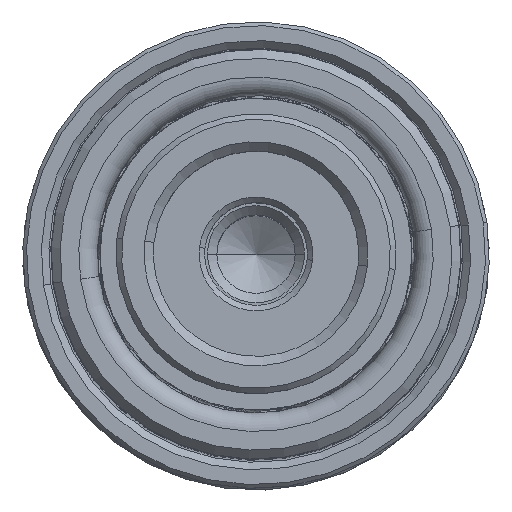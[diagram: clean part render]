
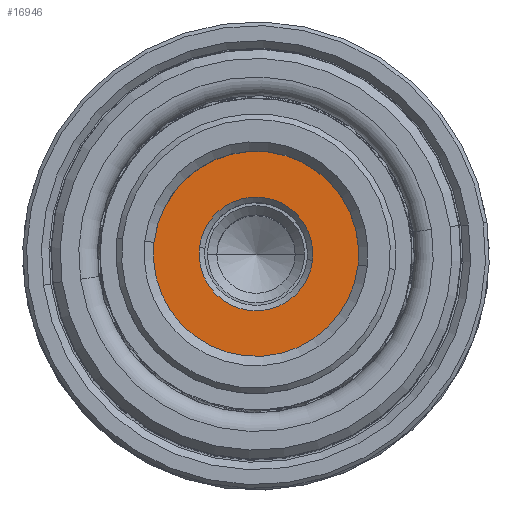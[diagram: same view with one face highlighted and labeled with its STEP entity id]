
A CAD part, top view. The second image highlights one B-rep face of the part: STEP entity #16946.
In plain terms, the highlighted face is planar.
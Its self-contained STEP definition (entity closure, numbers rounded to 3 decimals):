
#232 = DIRECTION ( 'NONE',  ( 0., 0., 1. ) ) ;
#272 = CARTESIAN_POINT ( 'NONE',  ( -5.5, 0., 6.5 ) ) ;
#1055 = CARTESIAN_POINT ( 'NONE',  ( 5.5, 0., 6.5 ) ) ;
#1420 = CARTESIAN_POINT ( 'NONE',  ( -3.05, 0., 6.5 ) ) ;
#1899 = FACE_BOUND ( 'NONE', #8840, .T. ) ;
#2030 = VERTEX_POINT ( 'NONE', #1055 ) ;
#3015 = CIRCLE ( 'NONE', #6595, 5.5 ) ;
#3575 = AXIS2_PLACEMENT_3D ( 'NONE', #14578, #232, #16976 ) ;
#4429 = PLANE ( 'NONE',  #28270 ) ;
#4447 = EDGE_CURVE ( 'NONE', #2030, #19948, #3015, .T. ) ;
#4722 = DIRECTION ( 'NONE',  ( 0., 0., 1. ) ) ;
#4981 = ORIENTED_EDGE ( 'NONE', *, *, #6657, .T. ) ;
#5504 = CARTESIAN_POINT ( 'NONE',  ( 0., 0., 6.5 ) ) ;
#5509 = DIRECTION ( 'NONE',  ( -1., 0., 0. ) ) ;
#5617 = DIRECTION ( 'NONE',  ( 0., 0., -1. ) ) ;
#5727 = CARTESIAN_POINT ( 'NONE',  ( 0., 0., 6.5 ) ) ;
#6595 = AXIS2_PLACEMENT_3D ( 'NONE', #5504, #7728, #10352 ) ;
#6657 = EDGE_CURVE ( 'NONE', #19948, #2030, #7914, .T. ) ;
#7591 = ORIENTED_EDGE ( 'NONE', *, *, #11508, .T. ) ;
#7728 = DIRECTION ( 'NONE',  ( 0., 0., -1. ) ) ;
#7914 = CIRCLE ( 'NONE', #17048, 5.5 ) ;
#8840 = EDGE_LOOP ( 'NONE', ( #7591, #25828 ) ) ;
#9324 = CARTESIAN_POINT ( 'NONE',  ( 0., 0., 6.5 ) ) ;
#10352 = DIRECTION ( 'NONE',  ( -1., 0., 0. ) ) ;
#11508 = EDGE_CURVE ( 'NONE', #12529, #24900, #14523, .T. ) ;
#11724 = DIRECTION ( 'NONE',  ( 1., 0., 0. ) ) ;
#12529 = VERTEX_POINT ( 'NONE', #1420 ) ;
#14523 = CIRCLE ( 'NONE', #15941, 3.05 ) ;
#14578 = CARTESIAN_POINT ( 'NONE',  ( 0., 0., 6.5 ) ) ;
#15941 = AXIS2_PLACEMENT_3D ( 'NONE', #9324, #26126, #11724 ) ;
#16946 = ADVANCED_FACE ( 'NONE', ( #1899, #19511 ), #4429, .F. ) ;
#16976 = DIRECTION ( 'NONE',  ( 1., 0., 0. ) ) ;
#17048 = AXIS2_PLACEMENT_3D ( 'NONE', #5727, #5617, #5509 ) ;
#17063 = EDGE_CURVE ( 'NONE', #24900, #12529, #30848, .T. ) ;
#19318 = EDGE_LOOP ( 'NONE', ( #4981, #21192 ) ) ;
#19511 = FACE_OUTER_BOUND ( 'NONE', #19318, .T. ) ;
#19948 = VERTEX_POINT ( 'NONE', #272 ) ;
#21192 = ORIENTED_EDGE ( 'NONE', *, *, #4447, .T. ) ;
#21515 = DIRECTION ( 'NONE',  ( 1., 0., 0. ) ) ;
#23514 = CARTESIAN_POINT ( 'NONE',  ( 2.75, 0., 6.5 ) ) ;
#24900 = VERTEX_POINT ( 'NONE', #27020 ) ;
#25828 = ORIENTED_EDGE ( 'NONE', *, *, #17063, .T. ) ;
#26126 = DIRECTION ( 'NONE',  ( 0., 0., 1. ) ) ;
#27020 = CARTESIAN_POINT ( 'NONE',  ( 3.05, 0., 6.5 ) ) ;
#28270 = AXIS2_PLACEMENT_3D ( 'NONE', #23514, #4722, #21515 ) ;
#30848 = CIRCLE ( 'NONE', #3575, 3.05 ) ;
